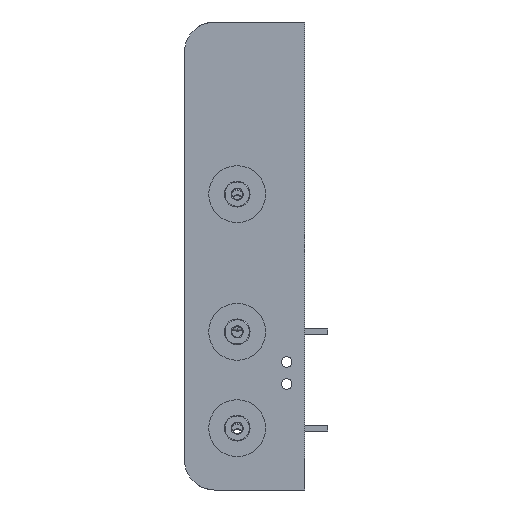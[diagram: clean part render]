
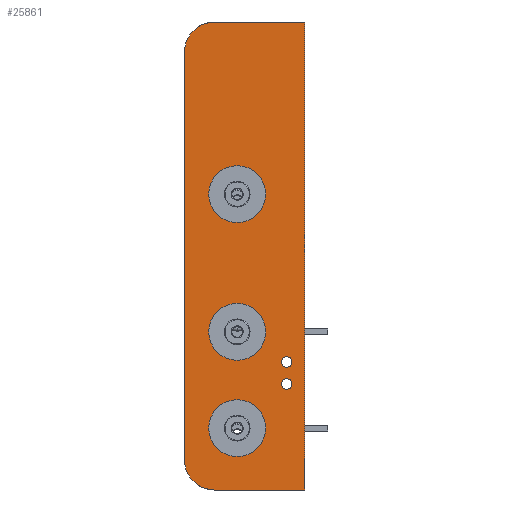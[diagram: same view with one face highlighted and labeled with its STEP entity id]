
A CAD part, left-side view. The second image highlights one B-rep face of the part: STEP entity #25861.
In plain terms, the highlighted planar face has unit normal (-1, 0, 0).
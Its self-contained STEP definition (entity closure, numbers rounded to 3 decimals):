
#136 = CARTESIAN_POINT ( 'NONE',  ( -28.575, 3., -30.86 ) ) ;
#321 = EDGE_LOOP ( 'NONE', ( #10288, #4772, #19058, #7195, #12419, #12705 ) ) ;
#423 = DIRECTION ( 'NONE',  ( 0., 0., 1. ) ) ;
#560 = EDGE_CURVE ( 'NONE', #4938, #18629, #23086, .T. ) ;
#581 = FACE_BOUND ( 'NONE', #16509, .T. ) ;
#756 = VERTEX_POINT ( 'NONE', #2633 ) ;
#852 = CIRCLE ( 'NONE', #10665, 0.7 ) ;
#880 = LINE ( 'NONE', #2025, #2152 ) ;
#969 = CARTESIAN_POINT ( 'NONE',  ( -28.575, 11.92, 8.16 ) ) ;
#1296 = DIRECTION ( 'NONE',  ( 1., 0., 0. ) ) ;
#1460 = DIRECTION ( 'NONE',  ( -1., 0., 0. ) ) ;
#2025 = CARTESIAN_POINT ( 'NONE',  ( -28.575, 3., 30.86 ) ) ;
#2091 = DIRECTION ( 'NONE',  ( 0., 1., 0. ) ) ;
#2152 = VECTOR ( 'NONE', #25980, 1000. ) ;
#2290 = CARTESIAN_POINT ( 'NONE',  ( -28.575, 5.4, -17.58 ) ) ;
#2367 = VERTEX_POINT ( 'NONE', #2290 ) ;
#2633 = CARTESIAN_POINT ( 'NONE',  ( -28.575, 5.4, -16.18 ) ) ;
#2636 = DIRECTION ( 'NONE',  ( 1., 0., 0. ) ) ;
#2711 = VERTEX_POINT ( 'NONE', #7458 ) ;
#2894 = ORIENTED_EDGE ( 'NONE', *, *, #16402, .T. ) ;
#3242 = VERTEX_POINT ( 'NONE', #16618 ) ;
#3270 = AXIS2_PLACEMENT_3D ( 'NONE', #24710, #2636, #20759 ) ;
#3868 = DIRECTION ( 'NONE',  ( 1., 0., 0. ) ) ;
#3986 = VERTEX_POINT ( 'NONE', #15614 ) ;
#4046 = CARTESIAN_POINT ( 'NONE',  ( -28.575, 11.92, -13.75 ) ) ;
#4048 = DIRECTION ( 'NONE',  ( 0., 0., 1. ) ) ;
#4081 = FACE_BOUND ( 'NONE', #14160, .T. ) ;
#4185 = ORIENTED_EDGE ( 'NONE', *, *, #7526, .T. ) ;
#4201 = VERTEX_POINT ( 'NONE', #6140 ) ;
#4284 = DIRECTION ( 'NONE',  ( -1., 0., 0. ) ) ;
#4414 = CARTESIAN_POINT ( 'NONE',  ( -28.575, 11.92, 4.41 ) ) ;
#4772 = ORIENTED_EDGE ( 'NONE', *, *, #21658, .F. ) ;
#4938 = VERTEX_POINT ( 'NONE', #4414 ) ;
#5045 = DIRECTION ( 'NONE',  ( 0., 0., 1. ) ) ;
#5368 = EDGE_CURVE ( 'NONE', #2711, #4201, #880, .T. ) ;
#5386 = CARTESIAN_POINT ( 'NONE',  ( -28.575, 18.88, -26.86 ) ) ;
#5835 = CARTESIAN_POINT ( 'NONE',  ( -28.575, 5.4, -14.68 ) ) ;
#5978 = FACE_BOUND ( 'NONE', #10544, .T. ) ;
#6140 = CARTESIAN_POINT ( 'NONE',  ( -28.575, 3., 30.86 ) ) ;
#6210 = EDGE_CURVE ( 'NONE', #756, #2367, #16247, .T. ) ;
#6272 = AXIS2_PLACEMENT_3D ( 'NONE', #18270, #3868, #4048 ) ;
#6284 = EDGE_CURVE ( 'NONE', #3986, #24791, #20060, .T. ) ;
#6368 = EDGE_CURVE ( 'NONE', #24791, #7744, #12466, .T. ) ;
#6392 = CARTESIAN_POINT ( 'NONE',  ( -28.575, 11.92, 11.91 ) ) ;
#6418 = CARTESIAN_POINT ( 'NONE',  ( -28.575, 14.88, -26.86 ) ) ;
#6632 = AXIS2_PLACEMENT_3D ( 'NONE', #6418, #8454, #24421 ) ;
#7195 = ORIENTED_EDGE ( 'NONE', *, *, #6368, .F. ) ;
#7417 = DIRECTION ( 'NONE',  ( 0., 0., 1. ) ) ;
#7458 = CARTESIAN_POINT ( 'NONE',  ( -28.575, 14.88, 30.86 ) ) ;
#7502 = CARTESIAN_POINT ( 'NONE',  ( -28.575, 14.88, -30.86 ) ) ;
#7526 = EDGE_CURVE ( 'NONE', #23554, #19742, #20592, .T. ) ;
#7744 = VERTEX_POINT ( 'NONE', #5386 ) ;
#7791 = CARTESIAN_POINT ( 'NONE',  ( -28.575, 11.92, -26.45 ) ) ;
#7846 = DIRECTION ( 'NONE',  ( 0., 0., -1. ) ) ;
#7879 = FACE_BOUND ( 'NONE', #9995, .T. ) ;
#8187 = CIRCLE ( 'NONE', #12375, 0.7 ) ;
#8378 = AXIS2_PLACEMENT_3D ( 'NONE', #22380, #4284, #12274 ) ;
#8399 = DIRECTION ( 'NONE',  ( 1., 0., 0. ) ) ;
#8454 = DIRECTION ( 'NONE',  ( 1., 0., 0. ) ) ;
#8751 = CARTESIAN_POINT ( 'NONE',  ( -28.575, 11.92, -18.95 ) ) ;
#9353 = DIRECTION ( 'NONE',  ( -1., 0., 0. ) ) ;
#9553 = AXIS2_PLACEMENT_3D ( 'NONE', #15654, #25982, #9906 ) ;
#9673 = EDGE_CURVE ( 'NONE', #2367, #756, #8187, .T. ) ;
#9800 = CARTESIAN_POINT ( 'NONE',  ( -28.575, 3., 30.86 ) ) ;
#9906 = DIRECTION ( 'NONE',  ( 0., 0., 1. ) ) ;
#9995 = EDGE_LOOP ( 'NONE', ( #23779, #10014 ) ) ;
#10014 = ORIENTED_EDGE ( 'NONE', *, *, #9673, .T. ) ;
#10032 = VERTEX_POINT ( 'NONE', #20494 ) ;
#10202 = ORIENTED_EDGE ( 'NONE', *, *, #24167, .F. ) ;
#10288 = ORIENTED_EDGE ( 'NONE', *, *, #5368, .F. ) ;
#10324 = DIRECTION ( 'NONE',  ( 0., 0., 1. ) ) ;
#10390 = VECTOR ( 'NONE', #13689, 1000. ) ;
#10544 = EDGE_LOOP ( 'NONE', ( #12070, #2894 ) ) ;
#10665 = AXIS2_PLACEMENT_3D ( 'NONE', #22687, #8399, #423 ) ;
#10877 = EDGE_CURVE ( 'NONE', #18750, #24835, #13221, .T. ) ;
#11444 = CARTESIAN_POINT ( 'NONE',  ( -28.575, 11.92, -10. ) ) ;
#11618 = CIRCLE ( 'NONE', #13557, 3.75 ) ;
#12070 = ORIENTED_EDGE ( 'NONE', *, *, #19569, .T. ) ;
#12274 = DIRECTION ( 'NONE',  ( 0., 0., 1. ) ) ;
#12375 = AXIS2_PLACEMENT_3D ( 'NONE', #16519, #16437, #10324 ) ;
#12419 = ORIENTED_EDGE ( 'NONE', *, *, #6284, .F. ) ;
#12466 = CIRCLE ( 'NONE', #6632, 4. ) ;
#12705 = ORIENTED_EDGE ( 'NONE', *, *, #24444, .F. ) ;
#12712 = ORIENTED_EDGE ( 'NONE', *, *, #10877, .F. ) ;
#12887 = VECTOR ( 'NONE', #7846, 1000. ) ;
#13221 = CIRCLE ( 'NONE', #8378, 3.75 ) ;
#13319 = EDGE_CURVE ( 'NONE', #7744, #3242, #13520, .T. ) ;
#13520 = LINE ( 'NONE', #25754, #10390 ) ;
#13557 = AXIS2_PLACEMENT_3D ( 'NONE', #18256, #16043, #14037 ) ;
#13565 = VERTEX_POINT ( 'NONE', #5835 ) ;
#13689 = DIRECTION ( 'NONE',  ( 0., 0., 1. ) ) ;
#14037 = DIRECTION ( 'NONE',  ( 0., 0., 1. ) ) ;
#14160 = EDGE_LOOP ( 'NONE', ( #23955, #25279 ) ) ;
#14707 = VECTOR ( 'NONE', #2091, 1000. ) ;
#15538 = CARTESIAN_POINT ( 'NONE',  ( -28.575, 5.4, -13.98 ) ) ;
#15539 = CIRCLE ( 'NONE', #16487, 0.7 ) ;
#15614 = CARTESIAN_POINT ( 'NONE',  ( -28.575, 3., -30.86 ) ) ;
#15654 = CARTESIAN_POINT ( 'NONE',  ( -28.575, 11.92, 8.16 ) ) ;
#15716 = LINE ( 'NONE', #9800, #12887 ) ;
#16002 = FACE_BOUND ( 'NONE', #25801, .T. ) ;
#16043 = DIRECTION ( 'NONE',  ( 1., 0., 0. ) ) ;
#16247 = CIRCLE ( 'NONE', #6272, 0.7 ) ;
#16402 = EDGE_CURVE ( 'NONE', #13565, #10032, #15539, .T. ) ;
#16437 = DIRECTION ( 'NONE',  ( 1., 0., 0. ) ) ;
#16487 = AXIS2_PLACEMENT_3D ( 'NONE', #15538, #1296, #17558 ) ;
#16509 = EDGE_LOOP ( 'NONE', ( #20681, #4185 ) ) ;
#16519 = CARTESIAN_POINT ( 'NONE',  ( -28.575, 5.4, -16.88 ) ) ;
#16618 = CARTESIAN_POINT ( 'NONE',  ( -28.575, 18.88, 26.86 ) ) ;
#17060 = DIRECTION ( 'NONE',  ( 1., 0., 0. ) ) ;
#17189 = DIRECTION ( 'NONE',  ( 0., 0., 1. ) ) ;
#17558 = DIRECTION ( 'NONE',  ( 0., 0., 1. ) ) ;
#17816 = CIRCLE ( 'NONE', #19039, 4. ) ;
#18062 = AXIS2_PLACEMENT_3D ( 'NONE', #21267, #1460, #17189 ) ;
#18256 = CARTESIAN_POINT ( 'NONE',  ( -28.575, 11.92, -22.7 ) ) ;
#18270 = CARTESIAN_POINT ( 'NONE',  ( -28.575, 5.4, -16.88 ) ) ;
#18529 = AXIS2_PLACEMENT_3D ( 'NONE', #969, #17060, #5045 ) ;
#18629 = VERTEX_POINT ( 'NONE', #6392 ) ;
#18750 = VERTEX_POINT ( 'NONE', #22545 ) ;
#19039 = AXIS2_PLACEMENT_3D ( 'NONE', #20813, #21072, #19046 ) ;
#19046 = DIRECTION ( 'NONE',  ( 0., 0., 1. ) ) ;
#19058 = ORIENTED_EDGE ( 'NONE', *, *, #13319, .F. ) ;
#19569 = EDGE_CURVE ( 'NONE', #10032, #13565, #852, .T. ) ;
#19742 = VERTEX_POINT ( 'NONE', #8751 ) ;
#19878 = EDGE_CURVE ( 'NONE', #19742, #23554, #11618, .T. ) ;
#20060 = LINE ( 'NONE', #136, #14707 ) ;
#20494 = CARTESIAN_POINT ( 'NONE',  ( -28.575, 5.4, -13.28 ) ) ;
#20592 = CIRCLE ( 'NONE', #3270, 3.75 ) ;
#20681 = ORIENTED_EDGE ( 'NONE', *, *, #19878, .T. ) ;
#20759 = DIRECTION ( 'NONE',  ( 0., 0., 1. ) ) ;
#20813 = CARTESIAN_POINT ( 'NONE',  ( -28.575, 14.88, 26.86 ) ) ;
#21072 = DIRECTION ( 'NONE',  ( 1., 0., 0. ) ) ;
#21267 = CARTESIAN_POINT ( 'NONE',  ( -28.575, 14.88, 26.86 ) ) ;
#21658 = EDGE_CURVE ( 'NONE', #3242, #2711, #17816, .T. ) ;
#22380 = CARTESIAN_POINT ( 'NONE',  ( -28.575, 11.92, -10. ) ) ;
#22449 = CIRCLE ( 'NONE', #18529, 3.75 ) ;
#22545 = CARTESIAN_POINT ( 'NONE',  ( -28.575, 11.92, -6.25 ) ) ;
#22553 = EDGE_CURVE ( 'NONE', #18629, #4938, #22449, .T. ) ;
#22687 = CARTESIAN_POINT ( 'NONE',  ( -28.575, 5.4, -13.98 ) ) ;
#23086 = CIRCLE ( 'NONE', #9553, 3.75 ) ;
#23363 = PLANE ( 'NONE',  #18062 ) ;
#23554 = VERTEX_POINT ( 'NONE', #7791 ) ;
#23779 = ORIENTED_EDGE ( 'NONE', *, *, #6210, .T. ) ;
#23955 = ORIENTED_EDGE ( 'NONE', *, *, #22553, .T. ) ;
#24167 = EDGE_CURVE ( 'NONE', #24835, #18750, #25538, .T. ) ;
#24421 = DIRECTION ( 'NONE',  ( 0., 0., 1. ) ) ;
#24444 = EDGE_CURVE ( 'NONE', #4201, #3986, #15716, .T. ) ;
#24710 = CARTESIAN_POINT ( 'NONE',  ( -28.575, 11.92, -22.7 ) ) ;
#24791 = VERTEX_POINT ( 'NONE', #7502 ) ;
#24835 = VERTEX_POINT ( 'NONE', #4046 ) ;
#24839 = FACE_OUTER_BOUND ( 'NONE', #321, .T. ) ;
#25279 = ORIENTED_EDGE ( 'NONE', *, *, #560, .T. ) ;
#25538 = CIRCLE ( 'NONE', #26002, 3.75 ) ;
#25754 = CARTESIAN_POINT ( 'NONE',  ( -28.575, 18.88, 26.86 ) ) ;
#25801 = EDGE_LOOP ( 'NONE', ( #10202, #12712 ) ) ;
#25861 = ADVANCED_FACE ( 'NONE', ( #16002, #4081, #7879, #5978, #24839, #581 ), #23363, .T. ) ;
#25980 = DIRECTION ( 'NONE',  ( 0., -1., 0. ) ) ;
#25982 = DIRECTION ( 'NONE',  ( 1., 0., 0. ) ) ;
#26002 = AXIS2_PLACEMENT_3D ( 'NONE', #11444, #9353, #7417 ) ;
